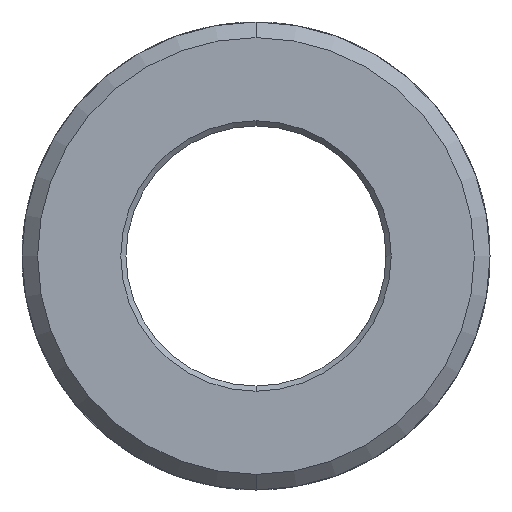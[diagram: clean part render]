
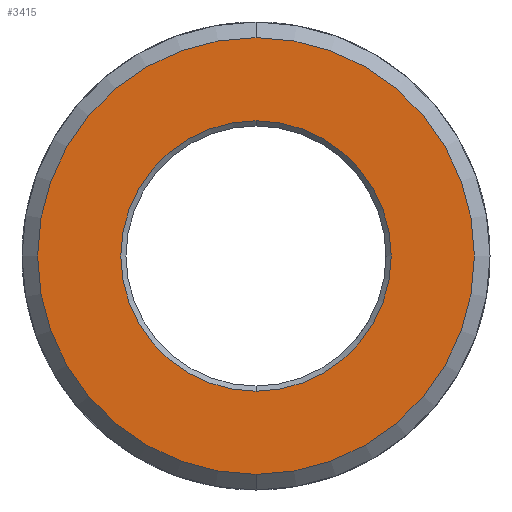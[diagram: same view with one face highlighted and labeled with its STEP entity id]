
A CAD part, front view. The second image highlights one B-rep face of the part: STEP entity #3415.
In plain terms, the highlighted planar face has unit normal (0, -1, 0).
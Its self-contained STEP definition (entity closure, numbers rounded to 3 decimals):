
#153 = CARTESIAN_POINT ( 'NONE',  ( 0., 0., 0. ) ) ;
#174 = DIRECTION ( 'NONE',  ( 0., 1., 0. ) ) ;
#434 = CIRCLE ( 'NONE', #1656, 4.2 ) ;
#669 = FACE_OUTER_BOUND ( 'NONE', #2426, .T. ) ;
#712 = FACE_BOUND ( 'NONE', #8573, .T. ) ;
#864 = CARTESIAN_POINT ( 'NONE',  ( 0., 0., 0. ) ) ;
#1219 = AXIS2_PLACEMENT_3D ( 'NONE', #6816, #174, #8213 ) ;
#1656 = AXIS2_PLACEMENT_3D ( 'NONE', #864, #4670, #3035 ) ;
#1774 = AXIS2_PLACEMENT_3D ( 'NONE', #153, #2270, #5309 ) ;
#1863 = CARTESIAN_POINT ( 'NONE',  ( 0., 0., -4.2 ) ) ;
#2070 = EDGE_CURVE ( 'NONE', #6500, #3019, #434, .T. ) ;
#2180 = ORIENTED_EDGE ( 'NONE', *, *, #4987, .T. ) ;
#2188 = AXIS2_PLACEMENT_3D ( 'NONE', #2909, #4218, #7921 ) ;
#2270 = DIRECTION ( 'NONE',  ( 0., 1., 0. ) ) ;
#2426 = EDGE_LOOP ( 'NONE', ( #6983, #8461 ) ) ;
#2659 = CIRCLE ( 'NONE', #2188, 4.2 ) ;
#2902 = CIRCLE ( 'NONE', #1219, 2.6 ) ;
#2909 = CARTESIAN_POINT ( 'NONE',  ( 0., 0., 0. ) ) ;
#3019 = VERTEX_POINT ( 'NONE', #7815 ) ;
#3035 = DIRECTION ( 'NONE',  ( 0., 0., 1. ) ) ;
#3291 = CARTESIAN_POINT ( 'NONE',  ( 0., 0., -2.6 ) ) ;
#3415 = ADVANCED_FACE ( 'NONE', ( #669, #712 ), #4236, .F. ) ;
#3644 = CARTESIAN_POINT ( 'NONE',  ( 4.5, 0., 0. ) ) ;
#4218 = DIRECTION ( 'NONE',  ( 0., -1., 0. ) ) ;
#4236 = PLANE ( 'NONE',  #7421 ) ;
#4437 = VERTEX_POINT ( 'NONE', #4692 ) ;
#4670 = DIRECTION ( 'NONE',  ( 0., -1., 0. ) ) ;
#4692 = CARTESIAN_POINT ( 'NONE',  ( 0., 0., 2.6 ) ) ;
#4987 = EDGE_CURVE ( 'NONE', #4437, #7029, #5640, .T. ) ;
#5309 = DIRECTION ( 'NONE',  ( 0., 0., 1. ) ) ;
#5640 = CIRCLE ( 'NONE', #1774, 2.6 ) ;
#6498 = DIRECTION ( 'NONE',  ( 0., 0., 1. ) ) ;
#6500 = VERTEX_POINT ( 'NONE', #1863 ) ;
#6618 = ORIENTED_EDGE ( 'NONE', *, *, #9156, .T. ) ;
#6816 = CARTESIAN_POINT ( 'NONE',  ( 0., 0., 0. ) ) ;
#6983 = ORIENTED_EDGE ( 'NONE', *, *, #7879, .T. ) ;
#7029 = VERTEX_POINT ( 'NONE', #3291 ) ;
#7306 = DIRECTION ( 'NONE',  ( 0., 1., 0. ) ) ;
#7421 = AXIS2_PLACEMENT_3D ( 'NONE', #3644, #7306, #6498 ) ;
#7815 = CARTESIAN_POINT ( 'NONE',  ( 0., 0., 4.2 ) ) ;
#7879 = EDGE_CURVE ( 'NONE', #3019, #6500, #2659, .T. ) ;
#7921 = DIRECTION ( 'NONE',  ( 0., 0., 1. ) ) ;
#8213 = DIRECTION ( 'NONE',  ( 0., 0., 1. ) ) ;
#8461 = ORIENTED_EDGE ( 'NONE', *, *, #2070, .T. ) ;
#8573 = EDGE_LOOP ( 'NONE', ( #6618, #2180 ) ) ;
#9156 = EDGE_CURVE ( 'NONE', #7029, #4437, #2902, .T. ) ;
